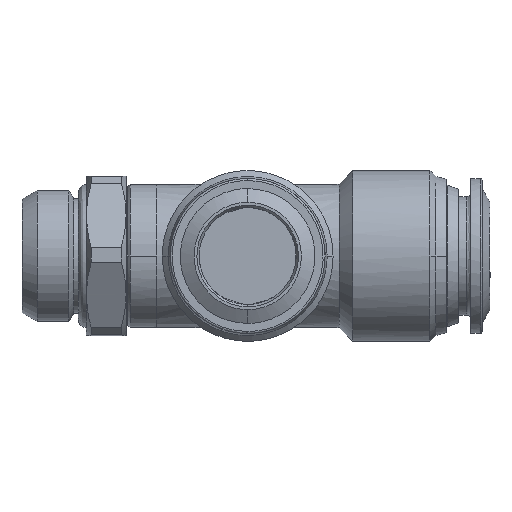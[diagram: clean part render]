
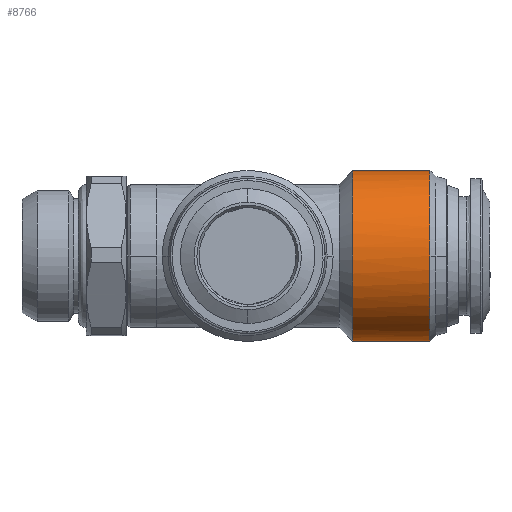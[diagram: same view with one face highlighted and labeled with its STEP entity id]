
A CAD part, front view. The second image highlights one B-rep face of the part: STEP entity #8766.
In plain terms, the highlighted free-form (B-spline) face has degree [1, 3] with [2, 4] control points.
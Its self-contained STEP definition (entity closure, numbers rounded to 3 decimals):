
#165 =( BOUNDED_CURVE ( )  B_SPLINE_CURVE ( 3, ( #2210, #9396, #7037, #7725 ),
 .UNSPECIFIED., .F., .F. ) 
 B_SPLINE_CURVE_WITH_KNOTS ( ( 4, 4 ),
 ( -1.571, 0. ),
 .UNSPECIFIED. ) 
 CURVE ( )  GEOMETRIC_REPRESENTATION_ITEM ( )  RATIONAL_B_SPLINE_CURVE ( ( 1., 0.805, 0.805, 1. ) ) 
 REPRESENTATION_ITEM ( '' )  );
#462 = EDGE_CURVE ( 'NONE', #2365, #6298, #3938, .T. ) ;
#517 = CARTESIAN_POINT ( 'NONE',  ( 19.907, 4.166, -10.75 ) ) ;
#550 = CARTESIAN_POINT ( 'NONE',  ( 19.907, -2.131, -10.75 ) ) ;
#562 = VERTEX_POINT ( 'NONE', #4858 ) ;
#900 = CARTESIAN_POINT ( 'NONE',  ( 10.209, 4.166, 10.75 ) ) ;
#955 = EDGE_LOOP ( 'NONE', ( #8422, #4356, #6232, #2085, #6348 ) ) ;
#1470 = CARTESIAN_POINT ( 'NONE',  ( 10.209, -17.334, -10.75 ) ) ;
#1531 = CARTESIAN_POINT ( 'NONE',  ( 19.907, -17.334, -10.75 ) ) ;
#1863 =( BOUNDED_SURFACE ( )  B_SPLINE_SURFACE ( 1, 3, ( 
 ( #2273, #1531, #9417, #8521 ),
 ( #3774, #9319, #4748, #5521 ) ),
 .UNSPECIFIED., .F., .F., .F. ) 
 B_SPLINE_SURFACE_WITH_KNOTS ( ( 2, 2 ),
 ( 4, 4 ),
 ( 0., 1. ),
 ( 0., 1. ),
 .UNSPECIFIED. ) 
 GEOMETRIC_REPRESENTATION_ITEM ( )  RATIONAL_B_SPLINE_SURFACE ( (
 ( 1., 0.333, 0.333, 1.),
 ( 1., 0.333, 0.333, 1.) ) ) 
 REPRESENTATION_ITEM ( '' )  SURFACE ( )  );
#2085 = ORIENTED_EDGE ( 'NONE', *, *, #6247, .T. ) ;
#2210 = CARTESIAN_POINT ( 'NONE',  ( 19.907, 4.166, 10.75 ) ) ;
#2273 = CARTESIAN_POINT ( 'NONE',  ( 19.907, 4.166, -10.75 ) ) ;
#2365 = VERTEX_POINT ( 'NONE', #3023 ) ;
#2655 = EDGE_CURVE ( 'NONE', #2365, #562, #165, .T. ) ;
#2864 = CARTESIAN_POINT ( 'NONE',  ( 19.907, -6.584, -6.297 ) ) ;
#3023 = CARTESIAN_POINT ( 'NONE',  ( 19.907, 4.166, 10.75 ) ) ;
#3774 = CARTESIAN_POINT ( 'NONE',  ( 10.209, 4.166, -10.75 ) ) ;
#3938 = B_SPLINE_CURVE_WITH_KNOTS ( 'NONE', 1,
 ( #6393, #900 ),
 .UNSPECIFIED., .F., .F.,
 ( 2, 2 ),
 ( -1., 0. ),
 .UNSPECIFIED. ) ;
#4135 = VERTEX_POINT ( 'NONE', #4206 ) ;
#4206 = CARTESIAN_POINT ( 'NONE',  ( 19.907, 4.166, -10.75 ) ) ;
#4356 = ORIENTED_EDGE ( 'NONE', *, *, #2655, .F. ) ;
#4748 = CARTESIAN_POINT ( 'NONE',  ( 10.209, -17.334, 10.75 ) ) ;
#4858 = CARTESIAN_POINT ( 'NONE',  ( 19.907, -6.584, 0. ) ) ;
#5357 = CARTESIAN_POINT ( 'NONE',  ( 10.209, -17.334, 10.75 ) ) ;
#5396 = CARTESIAN_POINT ( 'NONE',  ( 10.209, 4.166, 10.75 ) ) ;
#5453 = CARTESIAN_POINT ( 'NONE',  ( 10.209, 4.166, -10.75 ) ) ;
#5521 = CARTESIAN_POINT ( 'NONE',  ( 10.209, 4.166, 10.75 ) ) ;
#5915 = EDGE_CURVE ( 'NONE', #562, #4135, #10220, .T. ) ;
#6098 = CARTESIAN_POINT ( 'NONE',  ( 10.209, 4.166, 10.75 ) ) ;
#6232 = ORIENTED_EDGE ( 'NONE', *, *, #462, .T. ) ;
#6247 = EDGE_CURVE ( 'NONE', #6298, #10172, #7157, .T. ) ;
#6298 = VERTEX_POINT ( 'NONE', #5396 ) ;
#6348 = ORIENTED_EDGE ( 'NONE', *, *, #7310, .T. ) ;
#6393 = CARTESIAN_POINT ( 'NONE',  ( 19.907, 4.166, 10.75 ) ) ;
#6692 = FACE_OUTER_BOUND ( 'NONE', #955, .T. ) ;
#7037 = CARTESIAN_POINT ( 'NONE',  ( 19.907, -6.584, 6.297 ) ) ;
#7157 =( BOUNDED_CURVE ( )  B_SPLINE_CURVE ( 3, ( #6098, #5357, #1470, #9168 ),
 .UNSPECIFIED., .F., .F. ) 
 B_SPLINE_CURVE_WITH_KNOTS ( ( 4, 4 ),
 ( -3.142, 0. ),
 .UNSPECIFIED. ) 
 CURVE ( )  GEOMETRIC_REPRESENTATION_ITEM ( )  RATIONAL_B_SPLINE_CURVE ( ( 1., 0.333, 0.333, 1. ) ) 
 REPRESENTATION_ITEM ( '' )  );
#7274 = B_SPLINE_CURVE_WITH_KNOTS ( 'NONE', 1,
 ( #9108, #8326 ),
 .UNSPECIFIED., .F., .F.,
 ( 2, 2 ),
 ( -1., 0. ),
 .UNSPECIFIED. ) ;
#7310 = EDGE_CURVE ( 'NONE', #10172, #4135, #7274, .T. ) ;
#7564 = CARTESIAN_POINT ( 'NONE',  ( 19.907, -6.584, 0. ) ) ;
#7725 = CARTESIAN_POINT ( 'NONE',  ( 19.907, -6.584, 0. ) ) ;
#8326 = CARTESIAN_POINT ( 'NONE',  ( 19.907, 4.166, -10.75 ) ) ;
#8422 = ORIENTED_EDGE ( 'NONE', *, *, #5915, .F. ) ;
#8521 = CARTESIAN_POINT ( 'NONE',  ( 19.907, 4.166, 10.75 ) ) ;
#8766 = ADVANCED_FACE ( 'NONE', ( #6692 ), #1863, .F. ) ;
#9108 = CARTESIAN_POINT ( 'NONE',  ( 10.209, 4.166, -10.75 ) ) ;
#9168 = CARTESIAN_POINT ( 'NONE',  ( 10.209, 4.166, -10.75 ) ) ;
#9319 = CARTESIAN_POINT ( 'NONE',  ( 10.209, -17.334, -10.75 ) ) ;
#9396 = CARTESIAN_POINT ( 'NONE',  ( 19.907, -2.131, 10.75 ) ) ;
#9417 = CARTESIAN_POINT ( 'NONE',  ( 19.907, -17.334, 10.75 ) ) ;
#10172 = VERTEX_POINT ( 'NONE', #5453 ) ;
#10220 =( BOUNDED_CURVE ( )  B_SPLINE_CURVE ( 3, ( #7564, #2864, #550, #517 ),
 .UNSPECIFIED., .F., .F. ) 
 B_SPLINE_CURVE_WITH_KNOTS ( ( 4, 4 ),
 ( -1.571, 0. ),
 .UNSPECIFIED. ) 
 CURVE ( )  GEOMETRIC_REPRESENTATION_ITEM ( )  RATIONAL_B_SPLINE_CURVE ( ( 1., 0.805, 0.805, 1. ) ) 
 REPRESENTATION_ITEM ( '' )  );
